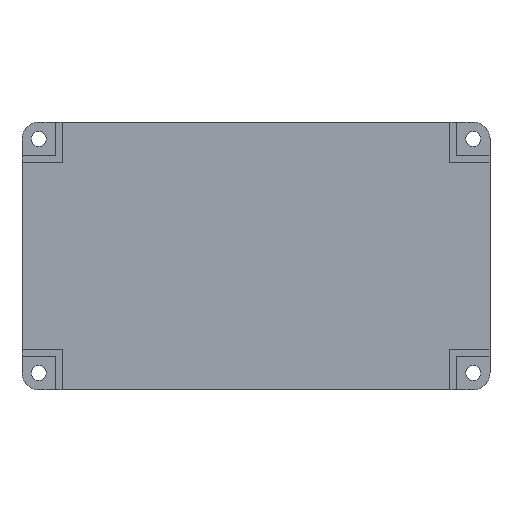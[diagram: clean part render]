
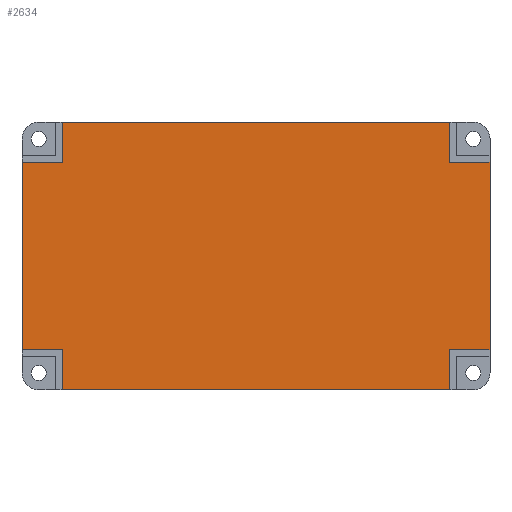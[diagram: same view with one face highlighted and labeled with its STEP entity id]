
A CAD part, front view. The second image highlights one B-rep face of the part: STEP entity #2634.
In plain terms, the highlighted planar face has unit normal (0, -1, 0).
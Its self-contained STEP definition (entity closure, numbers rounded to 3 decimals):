
#65 = DIRECTION ( 'NONE',  ( 1., 0., 0. ) ) ;
#107 = CARTESIAN_POINT ( 'NONE',  ( 58., 0., 28. ) ) ;
#135 = ORIENTED_EDGE ( 'NONE', *, *, #2885, .T. ) ;
#198 = ORIENTED_EDGE ( 'NONE', *, *, #1850, .F. ) ;
#242 = CARTESIAN_POINT ( 'NONE',  ( 70., 0., 28. ) ) ;
#249 = LINE ( 'NONE', #3974, #1481 ) ;
#261 = VERTEX_POINT ( 'NONE', #3568 ) ;
#289 = VECTOR ( 'NONE', #2618, 1000. ) ;
#307 = VECTOR ( 'NONE', #1785, 1000. ) ;
#308 = EDGE_CURVE ( 'NONE', #4036, #795, #508, .T. ) ;
#368 = DIRECTION ( 'NONE',  ( -1., 0., 0. ) ) ;
#405 = LINE ( 'NONE', #2121, #1966 ) ;
#503 = LINE ( 'NONE', #879, #307 ) ;
#508 = LINE ( 'NONE', #3232, #2297 ) ;
#585 = LINE ( 'NONE', #603, #2128 ) ;
#603 = CARTESIAN_POINT ( 'NONE',  ( 0., 0., 28. ) ) ;
#686 = VERTEX_POINT ( 'NONE', #2385 ) ;
#716 = CARTESIAN_POINT ( 'NONE',  ( 58., 0., 0. ) ) ;
#768 = EDGE_CURVE ( 'NONE', #1904, #686, #503, .T. ) ;
#795 = VERTEX_POINT ( 'NONE', #3139 ) ;
#813 = CARTESIAN_POINT ( 'NONE',  ( 0., 0., -28. ) ) ;
#879 = CARTESIAN_POINT ( 'NONE',  ( 58., 0., 0. ) ) ;
#987 = EDGE_CURVE ( 'NONE', #3264, #1589, #2111, .T. ) ;
#1026 = DIRECTION ( 'NONE',  ( 0., 0., -1. ) ) ;
#1061 = ORIENTED_EDGE ( 'NONE', *, *, #3213, .T. ) ;
#1130 = VECTOR ( 'NONE', #2496, 1000. ) ;
#1134 = VECTOR ( 'NONE', #368, 1000. ) ;
#1316 = CARTESIAN_POINT ( 'NONE',  ( 0., 0., -40. ) ) ;
#1439 = DIRECTION ( 'NONE',  ( 0., 0., -1. ) ) ;
#1454 = CARTESIAN_POINT ( 'NONE',  ( -58., 0., -40. ) ) ;
#1465 = EDGE_CURVE ( 'NONE', #261, #3763, #2086, .T. ) ;
#1481 = VECTOR ( 'NONE', #1945, 1000. ) ;
#1581 = LINE ( 'NONE', #1316, #3548 ) ;
#1589 = VERTEX_POINT ( 'NONE', #3551 ) ;
#1611 = DIRECTION ( 'NONE',  ( -1., 0., 0. ) ) ;
#1670 = ORIENTED_EDGE ( 'NONE', *, *, #308, .F. ) ;
#1693 = VERTEX_POINT ( 'NONE', #2987 ) ;
#1785 = DIRECTION ( 'NONE',  ( 0., 0., 1. ) ) ;
#1787 = LINE ( 'NONE', #813, #1130 ) ;
#1850 = EDGE_CURVE ( 'NONE', #3062, #4218, #405, .T. ) ;
#1883 = ORIENTED_EDGE ( 'NONE', *, *, #2865, .T. ) ;
#1896 = DIRECTION ( 'NONE',  ( 0., 0., 1. ) ) ;
#1904 = VERTEX_POINT ( 'NONE', #3163 ) ;
#1933 = CARTESIAN_POINT ( 'NONE',  ( -58., 0., 40. ) ) ;
#1945 = DIRECTION ( 'NONE',  ( 0., 0., 1. ) ) ;
#1966 = VECTOR ( 'NONE', #65, 1000. ) ;
#2009 = VECTOR ( 'NONE', #3196, 1000. ) ;
#2086 = LINE ( 'NONE', #4180, #2009 ) ;
#2111 = LINE ( 'NONE', #2870, #3969 ) ;
#2121 = CARTESIAN_POINT ( 'NONE',  ( 0., 0., 28. ) ) ;
#2128 = VECTOR ( 'NONE', #1611, 1000. ) ;
#2245 = PLANE ( 'NONE',  #4159 ) ;
#2262 = ORIENTED_EDGE ( 'NONE', *, *, #987, .T. ) ;
#2297 = VECTOR ( 'NONE', #1896, 1000. ) ;
#2302 = VERTEX_POINT ( 'NONE', #2514 ) ;
#2311 = ORIENTED_EDGE ( 'NONE', *, *, #3979, .F. ) ;
#2337 = DIRECTION ( 'NONE',  ( 1., 0., 0. ) ) ;
#2385 = CARTESIAN_POINT ( 'NONE',  ( 58., 0., -28. ) ) ;
#2496 = DIRECTION ( 'NONE',  ( 1., 0., 0. ) ) ;
#2514 = CARTESIAN_POINT ( 'NONE',  ( 58., 0., 40. ) ) ;
#2528 = CARTESIAN_POINT ( 'NONE',  ( 0., 0., 0. ) ) ;
#2618 = DIRECTION ( 'NONE',  ( 1., 0., 0. ) ) ;
#2634 = ADVANCED_FACE ( 'NONE', ( #2818 ), #2245, .F. ) ;
#2706 = ORIENTED_EDGE ( 'NONE', *, *, #768, .T. ) ;
#2709 = LINE ( 'NONE', #716, #3117 ) ;
#2818 = FACE_OUTER_BOUND ( 'NONE', #3425, .T. ) ;
#2865 = EDGE_CURVE ( 'NONE', #1589, #3763, #585, .T. ) ;
#2870 = CARTESIAN_POINT ( 'NONE',  ( -58., 0., 0. ) ) ;
#2885 = EDGE_CURVE ( 'NONE', #1693, #4218, #249, .T. ) ;
#2912 = ORIENTED_EDGE ( 'NONE', *, *, #1465, .F. ) ;
#2987 = CARTESIAN_POINT ( 'NONE',  ( 70., 0., -28. ) ) ;
#3062 = VERTEX_POINT ( 'NONE', #107 ) ;
#3088 = CARTESIAN_POINT ( 'NONE',  ( -70., 0., 28. ) ) ;
#3117 = VECTOR ( 'NONE', #1026, 1000. ) ;
#3139 = CARTESIAN_POINT ( 'NONE',  ( -58., 0., -28. ) ) ;
#3163 = CARTESIAN_POINT ( 'NONE',  ( 58., 0., -40. ) ) ;
#3191 = CARTESIAN_POINT ( 'NONE',  ( 0., 0., -28. ) ) ;
#3196 = DIRECTION ( 'NONE',  ( 0., 0., 1. ) ) ;
#3213 = EDGE_CURVE ( 'NONE', #4036, #1904, #1581, .T. ) ;
#3232 = CARTESIAN_POINT ( 'NONE',  ( -58., 0., 0. ) ) ;
#3264 = VERTEX_POINT ( 'NONE', #1933 ) ;
#3425 = EDGE_LOOP ( 'NONE', ( #1670, #1061, #2706, #3731, #135, #198, #4157, #2311, #2262, #1883, #2912, #3499 ) ) ;
#3499 = ORIENTED_EDGE ( 'NONE', *, *, #4052, .F. ) ;
#3548 = VECTOR ( 'NONE', #2337, 1000. ) ;
#3551 = CARTESIAN_POINT ( 'NONE',  ( -58., 0., 28. ) ) ;
#3568 = CARTESIAN_POINT ( 'NONE',  ( -70., 0., -28. ) ) ;
#3627 = LINE ( 'NONE', #3646, #289 ) ;
#3646 = CARTESIAN_POINT ( 'NONE',  ( 0., 0., 40. ) ) ;
#3731 = ORIENTED_EDGE ( 'NONE', *, *, #4389, .T. ) ;
#3763 = VERTEX_POINT ( 'NONE', #3088 ) ;
#3915 = DIRECTION ( 'NONE',  ( 0., 0., 1. ) ) ;
#3969 = VECTOR ( 'NONE', #1439, 1000. ) ;
#3974 = CARTESIAN_POINT ( 'NONE',  ( 70., 0., 0. ) ) ;
#3979 = EDGE_CURVE ( 'NONE', #3264, #2302, #3627, .T. ) ;
#4036 = VERTEX_POINT ( 'NONE', #1454 ) ;
#4052 = EDGE_CURVE ( 'NONE', #795, #261, #4177, .T. ) ;
#4103 = EDGE_CURVE ( 'NONE', #2302, #3062, #2709, .T. ) ;
#4157 = ORIENTED_EDGE ( 'NONE', *, *, #4103, .F. ) ;
#4159 = AXIS2_PLACEMENT_3D ( 'NONE', #2528, #4272, #3915 ) ;
#4177 = LINE ( 'NONE', #3191, #1134 ) ;
#4180 = CARTESIAN_POINT ( 'NONE',  ( -70., 0., 0. ) ) ;
#4218 = VERTEX_POINT ( 'NONE', #242 ) ;
#4272 = DIRECTION ( 'NONE',  ( 0., 1., 0. ) ) ;
#4389 = EDGE_CURVE ( 'NONE', #686, #1693, #1787, .T. ) ;
